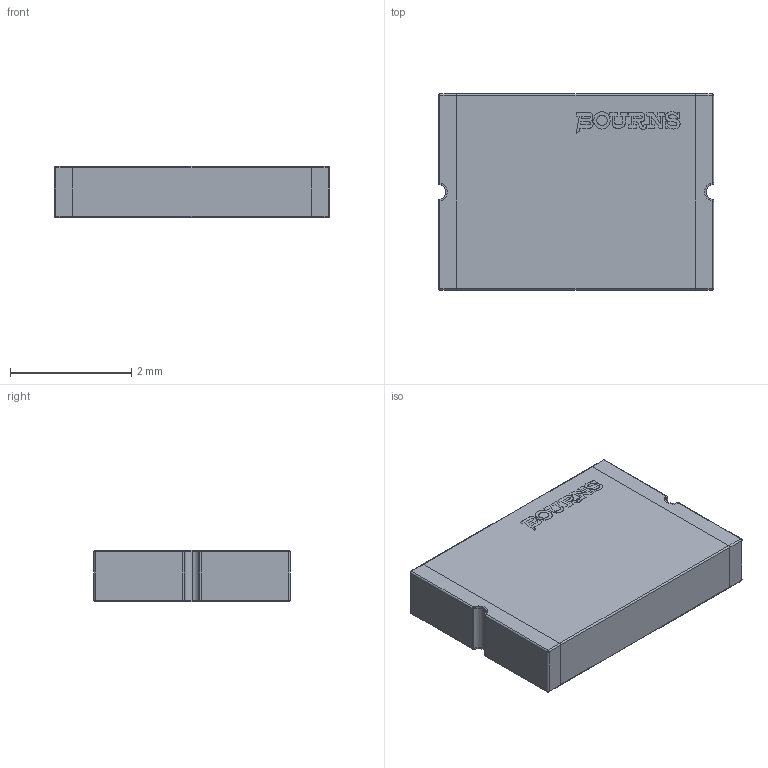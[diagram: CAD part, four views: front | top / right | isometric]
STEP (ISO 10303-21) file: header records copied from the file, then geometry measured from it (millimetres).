
FILE_DESCRIPTION(('CAx-IF Rec.Pracs.---Model Styling and Organization---1.5---2016-08-15','CAx-IF Rec.Pracs.---Geometric and Assembly Validation Properties---4.4---2016-08-17','CAx-IF Rec.Pracs.---User Defined Attributes---1.5---2016-08-15','CAx-IF Rec.Pracs.---External References---2.1---2005-01-19'),'2;1');
FILE_NAME('245904.step','2023-12-20T17:44:56',('Unspecified'),('Unspecified'),'CAD Exchanger 3.10.2 (cadexchanger.com)','Unspecified','');
FILE_SCHEMA(('AUTOMOTIVE_DESIGN { 1 0 10303 214 1 1 1 1 }'));
Length unit declared in the file: millimetre
Products named in the file (6): MF-MSMF260-2; bODY; SDSDS; pIN eXTEND; gOLD; Bourns Logo-LAPTOP-NQA1DCQ3
Assembly tree (5 placements, depth 2):
  MF-MSMF260-2
    bODY
    SDSDS
    pIN eXTEND
    gOLD
    Bourns Logo-LAPTOP-NQA1DCQ3
Bounding box: 4.55 x 3.24 x 0.85 mm (x, y, z)
Volume: 12.5 mm3; surface area: 63.2 mm2
Topology: 15 solids, 15 shells, 220 faces, 570 edges, 372 vertices
Faces by surface type: plane 102, bspline 63, cylinder 47, sphere 8
Entity records: 7456 total; most frequent: CARTESIAN_POINT 2335, ORIENTED_EDGE 1124, DIRECTION 808, EDGE_CURVE 562, VERTEX_POINT 372, LINE 334, VECTOR 334, AXIS2_PLACEMENT_3D 237
